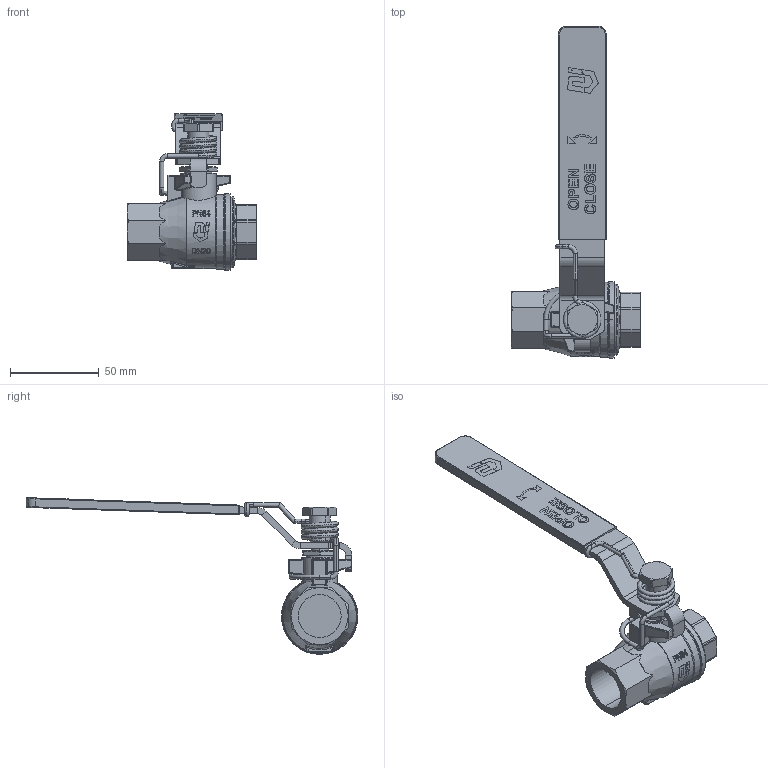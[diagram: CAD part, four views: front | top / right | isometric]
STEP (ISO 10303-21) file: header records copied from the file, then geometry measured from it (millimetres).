
FILE_DESCRIPTION(('HOOPS Exchange Step'),'2;1');
FILE_NAME('GK12_DN20.stp','2025-12-16T11:39:08+01:00',('nieru'),('Unknown organisation'),'HOOPS Exchange 2024.2','HOOPS Exchange','Unknown authorisation');
FILE_SCHEMA( ('AP203_CONFIGURATION_CONTROLLED_3D_DESIGN_OF_MECHANICAL_PARTS_AND_ASSEMBLIES_MIM_LF') );
Length unit declared in the file: millimetre
Products named in the file (2): 0; root
Assembly tree (1 placements, depth 2):
  root
    0
Bounding box: 73 x 186.64 x 88.12 mm (x, y, z)
Volume: 96718.5 mm3; surface area: 31759.5 mm2
Topology: 1 solids, 1 shells, 914 faces, 2407 edges, 1537 vertices
Faces by surface type: plane 319, bspline 250, cylinder 229, cone 48, torus 47, sphere 21
Entity records: 39896 total; most frequent: CARTESIAN_POINT 19469, ORIENTED_EDGE 4806, DIRECTION 3212, EDGE_CURVE 2403, VERTEX_POINT 1537, AXIS2_PLACEMENT_3D 1191, EDGE_LOOP 970, FACE_BOUND 970
